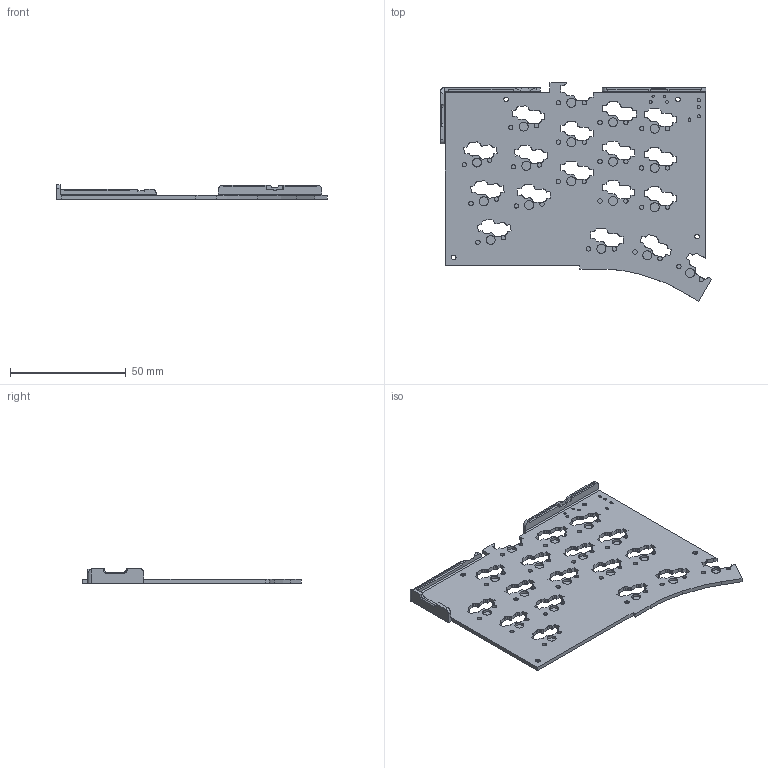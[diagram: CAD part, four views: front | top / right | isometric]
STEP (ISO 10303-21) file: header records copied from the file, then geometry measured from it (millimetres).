
FILE_DESCRIPTION(/* description */ ('STEP AP214'),/* implementation_level */ '2;1');
FILE_NAME(/* name */ 'TOTEM36_case_ble_bottom_L_V.08.step',/* time_stamp */ '2025-07-21T21:54:32+08:00',/* author */ (''),/* organization */ (''),/* preprocessor_version */ 'ST-DEVELOPER v20.1',/* originating_system */ 'Autodesk Translation Framework v14.10.0.0',/* authorisation */ '');
FILE_SCHEMA (('AUTOMOTIVE_DESIGN { 1 0 10303 214 3 1 1 }'));
Length unit declared in the file: millimetre
Products named in the file (1): TOTEM_case_ble_bottom_L_V.08
Bounding box: 117.04 x 94.46 x 6.39 mm (x, y, z)
Volume: 13293.7 mm3; surface area: 18734.6 mm2
Topology: 1 solids, 1 shells, 868 faces, 2428 edges, 1611 vertices
Faces by surface type: plane 443, bspline 326, cylinder 89, cone 10
Full cylindrical faces by diameter (mm): 1 x2, 1.3 x2, 1.9 x19, 2 x4, 3.9 x18, 4.3 x4, 9 x4
Entity records: 29936 total; most frequent: CARTESIAN_POINT 9370, ORIENTED_EDGE 4856, DIRECTION 3192, EDGE_CURVE 2428, VERTEX_POINT 1611, LINE 1590, VECTOR 1590, EDGE_LOOP 957
